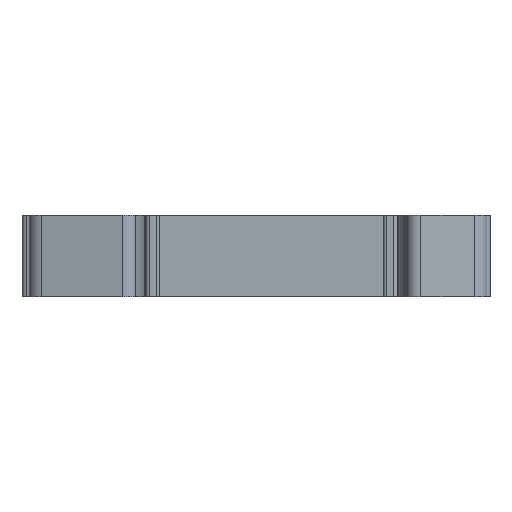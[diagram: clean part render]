
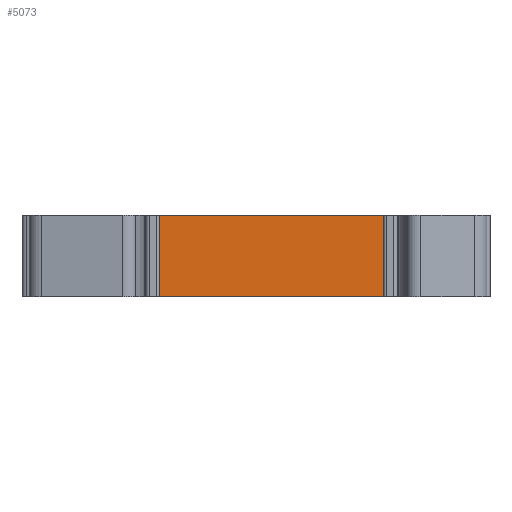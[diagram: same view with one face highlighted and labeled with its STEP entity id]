
A CAD part, front view. The second image highlights one B-rep face of the part: STEP entity #5073.
In plain terms, the highlighted planar face has unit normal (0, -1, 0).
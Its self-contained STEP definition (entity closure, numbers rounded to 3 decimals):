
#317=DIRECTION('',(1.,0.,0.));
#318=VECTOR('',#317,28.8);
#319=CARTESIAN_POINT('',(-14.4,0.,-5.2));
#320=LINE('',#319,#318);
#971=DIRECTION('',(0.,0.,1.));
#972=VECTOR('',#971,10.4);
#973=CARTESIAN_POINT('',(14.4,0.,-5.2));
#974=LINE('',#973,#972);
#975=DIRECTION('',(0.,0.,1.));
#976=VECTOR('',#975,10.4);
#977=CARTESIAN_POINT('',(-14.4,0.,-5.2));
#978=LINE('',#977,#976);
#1614=DIRECTION('',(1.,0.,0.));
#1615=VECTOR('',#1614,28.8);
#1616=CARTESIAN_POINT('',(-14.4,0.,5.2));
#1617=LINE('',#1616,#1615);
#2905=CARTESIAN_POINT('',(-14.4,0.,-5.2));
#2906=VERTEX_POINT('',#2905);
#2907=CARTESIAN_POINT('',(14.4,0.,-5.2));
#2908=VERTEX_POINT('',#2907);
#3229=CARTESIAN_POINT('',(-14.4,0.,5.2));
#3230=VERTEX_POINT('',#3229);
#3231=CARTESIAN_POINT('',(14.4,0.,5.2));
#3232=VERTEX_POINT('',#3231);
#5060=CARTESIAN_POINT('',(-14.4,0.,-5.2));
#5061=DIRECTION('',(0.,-1.,0.));
#5062=DIRECTION('',(1.,0.,0.));
#5063=AXIS2_PLACEMENT_3D('',#5060,#5061,#5062);
#5064=PLANE('',#5063);
#5065=ORIENTED_EDGE('',*,*,#3766,.F.);
#5067=ORIENTED_EDGE('',*,*,#5066,.T.);
#5069=ORIENTED_EDGE('',*,*,#5068,.T.);
#5070=ORIENTED_EDGE('',*,*,#5045,.F.);
#5071=EDGE_LOOP('',(#5065,#5067,#5069,#5070));
#5072=FACE_OUTER_BOUND('',#5071,.F.);
#3766=EDGE_CURVE('',#2906,#2908,#320,.T.);
#5045=EDGE_CURVE('',#2908,#3232,#974,.T.);
#5066=EDGE_CURVE('',#2906,#3230,#978,.T.);
#5068=EDGE_CURVE('',#3230,#3232,#1617,.T.);
#5073=ADVANCED_FACE('',(#5072),#5064,.T.);
